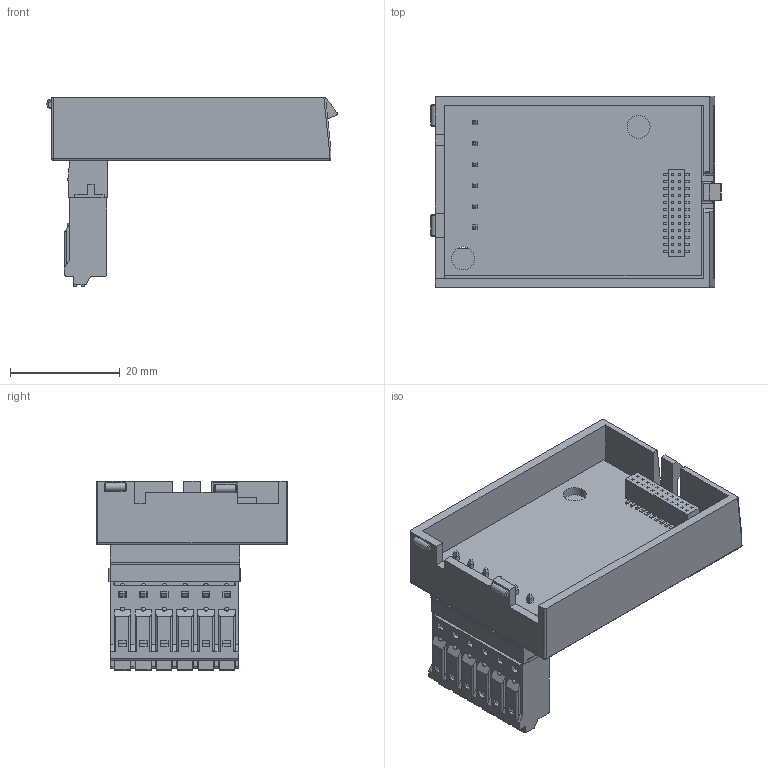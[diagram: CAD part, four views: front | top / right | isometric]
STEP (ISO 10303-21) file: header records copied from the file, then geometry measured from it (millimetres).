
FILE_DESCRIPTION((''),'2;1');
FILE_NAME('CAN-1','2025-04-23T09:46:43',('YUE.WEI'),(''),'CREO PARAMETRIC BY PTC INC, 2018400','CREO PARAMETRIC BY PTC INC, 2018400','');
FILE_SCHEMA(('CONFIG_CONTROL_DESIGN','SHAPE_APPEARANCE_LAYERS_GROUPS'));
Products named in the file (1): CAN-1
Bounding box: 52.91 x 35 x 34.55 mm (x, y, z)
Volume: 10717.8 mm3; surface area: 15422.7 mm2
Topology: 1 solids, 7 shells, 2193 faces, 6228 edges, 4036 vertices
Faces by surface type: plane 1536, extrusion 338, cylinder 203, cone 54, torus 34, sphere 28
Entity records: 79186 total; most frequent: CARTESIAN_POINT 16345, ORIENTED_EDGE 12408, DIRECTION 10042, EDGE_CURVE 6204, VECTOR 5250, LINE 4912, VERTEX_POINT 4036, AXIS2_PLACEMENT_3D 2396
